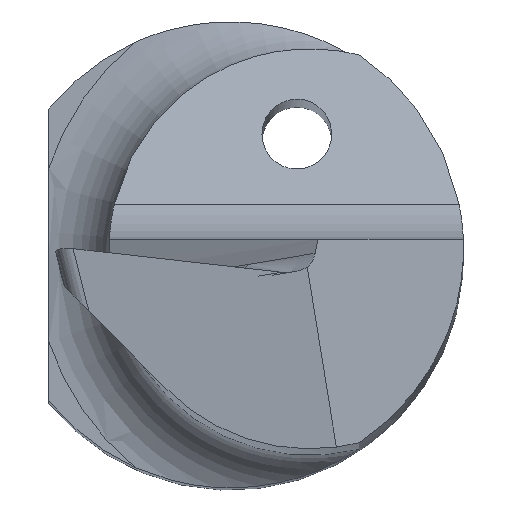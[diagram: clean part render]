
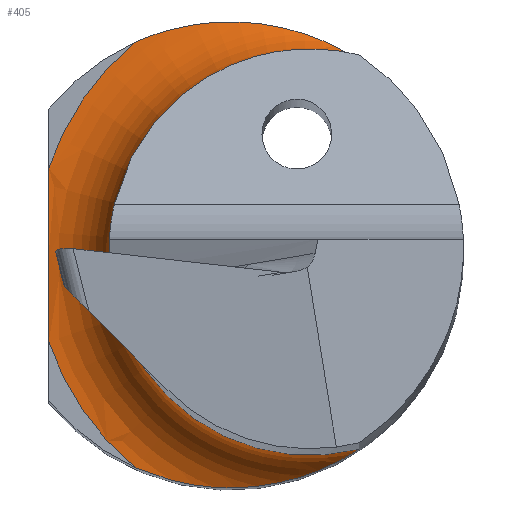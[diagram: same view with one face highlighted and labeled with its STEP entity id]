
A CAD part, top view. The second image highlights one B-rep face of the part: STEP entity #405.
In plain terms, the highlighted toroidal (fillet/blend) face has major radius 2.95 mm and minor radius 0.8 mm.
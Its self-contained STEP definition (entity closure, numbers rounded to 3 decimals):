
#29 = CARTESIAN_POINT ( 'NONE',  ( 1.365, -2.095, 15.434 ) ) ;
#39 = DIRECTION ( 'NONE',  ( 1., 0., 0. ) ) ;
#40 = DIRECTION ( 'NONE',  ( 0., 0., -1. ) ) ;
#54 = CARTESIAN_POINT ( 'NONE',  ( 0.555, -2.44, 14.919 ) ) ;
#74 = EDGE_CURVE ( 'NONE', #563, #706, #252, .T. ) ;
#77 = VERTEX_POINT ( 'NONE', #364 ) ;
#84 = CARTESIAN_POINT ( 'NONE',  ( 0.77, 2.381, 14.986 ) ) ;
#88 = CARTESIAN_POINT ( 'NONE',  ( 0.111, 2.508, 14.823 ) ) ;
#96 = CARTESIAN_POINT ( 'NONE',  ( 1.277, 2.15, 15.293 ) ) ;
#103 = CARTESIAN_POINT ( 'NONE',  ( 0.106, -2.5, 14.827 ) ) ;
#131 = CARTESIAN_POINT ( 'NONE',  ( 1.382, -2.083, 15.491 ) ) ;
#148 = CARTESIAN_POINT ( 'NONE',  ( -1.018, 2.284, 14.75 ) ) ;
#150 = CARTESIAN_POINT ( 'NONE',  ( 1.382, 2.083, 15.55 ) ) ;
#163 = CARTESIAN_POINT ( 'NONE',  ( 1.382, 2.083, 15.55 ) ) ;
#169 = CARTESIAN_POINT ( 'NONE',  ( 1.068, -2.263, 15.122 ) ) ;
#171 = B_SPLINE_CURVE_WITH_KNOTS ( 'NONE', 3,
 ( #728, #451, #388, #666, #660, #837 ),
 .UNSPECIFIED., .F., .F.,
 ( 4, 2, 4 ),
 ( 0., 0.001, 0.002 ),
 .UNSPECIFIED. ) ;
#195 = CARTESIAN_POINT ( 'NONE',  ( 1.312, -2.128, 15.335 ) ) ;
#204 = B_SPLINE_CURVE_WITH_KNOTS ( 'NONE', 3,
 ( #163, #698, #350, #283, #96, #486, #690, #765, #84, #345, #621, #88, #624, #543, #279, #148 ),
 .UNSPECIFIED., .F., .F.,
 ( 4, 2, 2, 2, 2, 2, 2, 4 ),
 ( 0., 0., 0., 0.001, 0.001, 0.001, 0.002, 0.003 ),
 .UNSPECIFIED. ) ;
#216 = CARTESIAN_POINT ( 'NONE',  ( -1.018, -2.284, 14.75 ) ) ;
#230 = ORIENTED_EDGE ( 'NONE', *, *, #540, .T. ) ;
#238 = ORIENTED_EDGE ( 'NONE', *, *, #809, .T. ) ;
#252 = B_SPLINE_CURVE_WITH_KNOTS ( 'NONE', 3,
 ( #216, #473, #755, #553, #570, #103, #788, #767, #54, #635, #522, #169, #731, #794, #195, #29, #131, #417 ),
 .UNSPECIFIED., .F., .F.,
 ( 4, 2, 2, 2, 2, 2, 2, 2, 4 ),
 ( 0., 0.001, 0.001, 0.001, 0.002, 0.002, 0.002, 0.003, 0.003 ),
 .UNSPECIFIED. ) ;
#279 = CARTESIAN_POINT ( 'NONE',  ( -0.805, 2.378, 14.75 ) ) ;
#283 = CARTESIAN_POINT ( 'NONE',  ( 1.312, 2.128, 15.336 ) ) ;
#299 = VERTEX_POINT ( 'NONE', #150 ) ;
#305 = EDGE_LOOP ( 'NONE', ( #238, #230, #374, #571, #628, #506 ) ) ;
#311 = CIRCLE ( 'NONE', #539, 2.15 ) ;
#314 = CARTESIAN_POINT ( 'NONE',  ( 0.85, 0., 15.55 ) ) ;
#325 = CARTESIAN_POINT ( 'NONE',  ( -1.95, 0.929, 14.75 ) ) ;
#335 = AXIS2_PLACEMENT_3D ( 'NONE', #646, #527, #792 ) ;
#345 = CARTESIAN_POINT ( 'NONE',  ( 0.556, 2.44, 14.92 ) ) ;
#350 = CARTESIAN_POINT ( 'NONE',  ( 1.365, 2.095, 15.434 ) ) ;
#364 = CARTESIAN_POINT ( 'NONE',  ( -1.018, 2.284, 14.75 ) ) ;
#366 = DIRECTION ( 'NONE',  ( 0., 0., -1. ) ) ;
#374 = ORIENTED_EDGE ( 'NONE', *, *, #513, .T. ) ;
#380 = EDGE_CURVE ( 'NONE', #706, #299, #311, .T. ) ;
#388 = CARTESIAN_POINT ( 'NONE',  ( -1.95, 0.31, 14.764 ) ) ;
#405 = ADVANCED_FACE ( 'NONE', ( #724 ), #697, .F. ) ;
#415 = AXIS2_PLACEMENT_3D ( 'NONE', #521, #575, #39 ) ;
#417 = CARTESIAN_POINT ( 'NONE',  ( 1.382, -2.083, 15.55 ) ) ;
#434 = CARTESIAN_POINT ( 'NONE',  ( -1.95, -0.929, 14.75 ) ) ;
#441 = DIRECTION ( 'NONE',  ( 1., 0., 0. ) ) ;
#451 = CARTESIAN_POINT ( 'NONE',  ( -1.95, 0.619, 14.75 ) ) ;
#473 = CARTESIAN_POINT ( 'NONE',  ( -0.804, -2.379, 14.75 ) ) ;
#486 = CARTESIAN_POINT ( 'NONE',  ( 1.161, 2.216, 15.18 ) ) ;
#504 = EDGE_CURVE ( 'NONE', #569, #563, #679, .T. ) ;
#506 = ORIENTED_EDGE ( 'NONE', *, *, #380, .T. ) ;
#513 = EDGE_CURVE ( 'NONE', #557, #569, #171, .T. ) ;
#515 = AXIS2_PLACEMENT_3D ( 'NONE', #314, #366, #637 ) ;
#521 = CARTESIAN_POINT ( 'NONE',  ( 0.85, 0., 14.75 ) ) ;
#522 = CARTESIAN_POINT ( 'NONE',  ( 0.872, -2.345, 15.025 ) ) ;
#527 = DIRECTION ( 'NONE',  ( 0., 0., 1. ) ) ;
#539 = AXIS2_PLACEMENT_3D ( 'NONE', #834, #40, #441 ) ;
#540 = EDGE_CURVE ( 'NONE', #77, #557, #854, .T. ) ;
#543 = CARTESIAN_POINT ( 'NONE',  ( -0.578, 2.443, 14.757 ) ) ;
#553 = CARTESIAN_POINT ( 'NONE',  ( -0.24, -2.491, 14.784 ) ) ;
#557 = VERTEX_POINT ( 'NONE', #325 ) ;
#563 = VERTEX_POINT ( 'NONE', #653 ) ;
#569 = VERTEX_POINT ( 'NONE', #434 ) ;
#570 = CARTESIAN_POINT ( 'NONE',  ( -0.123, -2.5, 14.796 ) ) ;
#571 = ORIENTED_EDGE ( 'NONE', *, *, #504, .T. ) ;
#575 = DIRECTION ( 'NONE',  ( 0., 0., 1. ) ) ;
#621 = CARTESIAN_POINT ( 'NONE',  ( 0.447, 2.462, 14.892 ) ) ;
#624 = CARTESIAN_POINT ( 'NONE',  ( -0.123, 2.508, 14.793 ) ) ;
#628 = ORIENTED_EDGE ( 'NONE', *, *, #74, .T. ) ;
#635 = CARTESIAN_POINT ( 'NONE',  ( 0.769, -2.381, 14.986 ) ) ;
#637 = DIRECTION ( 'NONE',  ( 1., 0., 0. ) ) ;
#646 = CARTESIAN_POINT ( 'NONE',  ( 0.85, 0., 14.75 ) ) ;
#653 = CARTESIAN_POINT ( 'NONE',  ( -1.018, -2.284, 14.75 ) ) ;
#660 = CARTESIAN_POINT ( 'NONE',  ( -1.95, -0.619, 14.75 ) ) ;
#666 = CARTESIAN_POINT ( 'NONE',  ( -1.95, -0.31, 14.764 ) ) ;
#679 = CIRCLE ( 'NONE', #335, 2.95 ) ;
#690 = CARTESIAN_POINT ( 'NONE',  ( 1.068, 2.263, 15.123 ) ) ;
#697 = TOROIDAL_SURFACE ( 'NONE', #515, 2.95, 0.8 ) ;
#698 = CARTESIAN_POINT ( 'NONE',  ( 1.382, 2.083, 15.491 ) ) ;
#706 = VERTEX_POINT ( 'NONE', #849 ) ;
#724 = FACE_OUTER_BOUND ( 'NONE', #305, .T. ) ;
#728 = CARTESIAN_POINT ( 'NONE',  ( -1.95, 0.929, 14.75 ) ) ;
#731 = CARTESIAN_POINT ( 'NONE',  ( 1.161, -2.216, 15.18 ) ) ;
#755 = CARTESIAN_POINT ( 'NONE',  ( -0.583, -2.442, 14.757 ) ) ;
#765 = CARTESIAN_POINT ( 'NONE',  ( 0.874, 2.344, 15.026 ) ) ;
#767 = CARTESIAN_POINT ( 'NONE',  ( 0.443, -2.463, 14.891 ) ) ;
#788 = CARTESIAN_POINT ( 'NONE',  ( 0.219, -2.493, 14.845 ) ) ;
#792 = DIRECTION ( 'NONE',  ( 1., 0., 0. ) ) ;
#794 = CARTESIAN_POINT ( 'NONE',  ( 1.277, -2.15, 15.293 ) ) ;
#809 = EDGE_CURVE ( 'NONE', #299, #77, #204, .T. ) ;
#834 = CARTESIAN_POINT ( 'NONE',  ( 0.85, 0., 15.55 ) ) ;
#837 = CARTESIAN_POINT ( 'NONE',  ( -1.95, -0.929, 14.75 ) ) ;
#849 = CARTESIAN_POINT ( 'NONE',  ( 1.382, -2.083, 15.55 ) ) ;
#854 = CIRCLE ( 'NONE', #415, 2.95 ) ;
